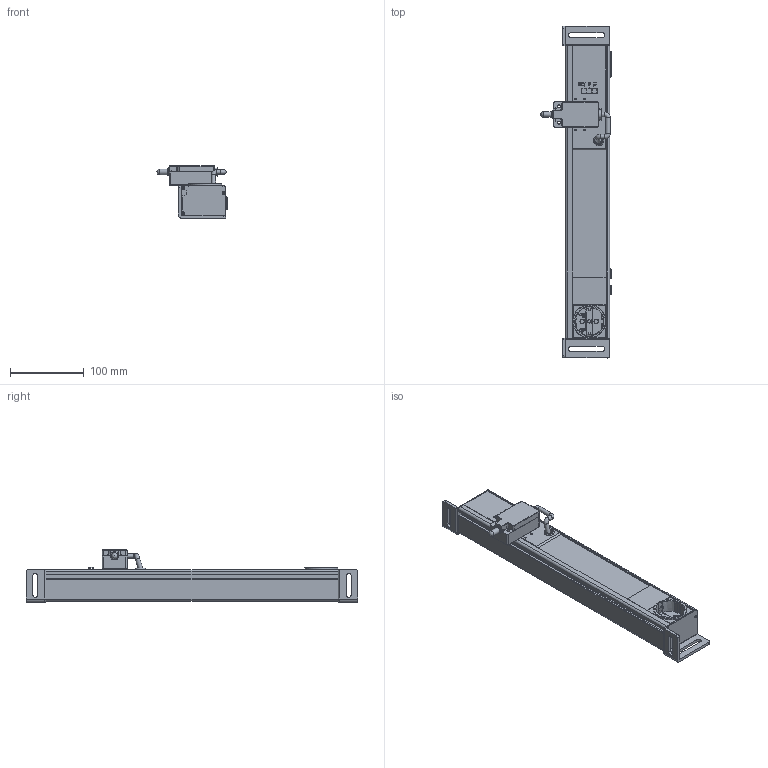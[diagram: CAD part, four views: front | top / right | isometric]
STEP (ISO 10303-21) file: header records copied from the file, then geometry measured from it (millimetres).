
FILE_DESCRIPTION(/* description */ (''),/* implementation_level */ '2;1');
FILE_NAME(/* name */ '110954_LED-A-450-SK-E.stp',/* time_stamp */ '2024-08-27T13:37:15+02:00',/* author */ ('cad'),/* organization */ (''),/* preprocessor_version */ 'ST-DEVELOPER v15.6',/* originating_system */ 'Autodesk Inventor 2015',/* authorisation */ '');
FILE_SCHEMA (('AUTOMOTIVE_DESIGN { 1 0 10303 214 3 1 1 }'));
Products named in the file (1): 110954_LED-A-450-SK-E_Shrinkwrap_1
Bounding box: 95.17 x 450 x 71.4 mm (x, y, z)
Surface area: 218734.1 mm2 (no closed solid volume)
Topology: 0 solids, 72 shells, 1686 faces, 6664 edges, 5018 vertices
Faces by surface type: plane 1258, cylinder 328, cone 33, bspline 32, torus 19, sphere 16
Full cylindrical faces by diameter (mm): 1.75 x2, 4 x2, 4.3 x4, 4.5 x2, 5.5 x1, 6 x4, 7 x2, 7.9 x1, 8 x2
Entity records: 71851 total; most frequent: CARTESIAN_POINT 16620, ORIENTED_EDGE 10788, DIRECTION 10401, EDGE_CURVE 6606, LINE 5141, VECTOR 5141, VERTEX_POINT 5003, AXIS2_PLACEMENT_3D 2630
